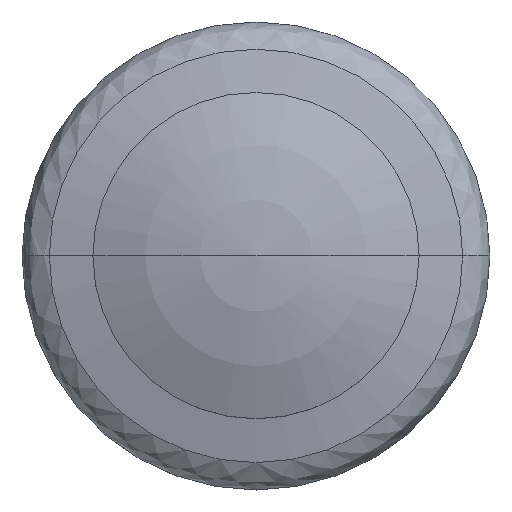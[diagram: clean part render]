
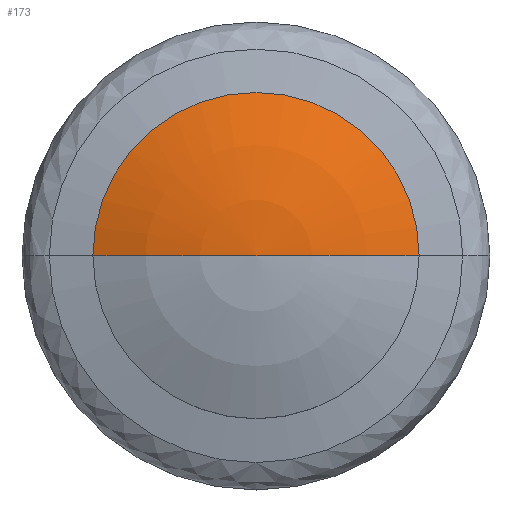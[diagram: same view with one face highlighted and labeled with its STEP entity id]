
A CAD part, top view. The second image highlights one B-rep face of the part: STEP entity #173.
In plain terms, the highlighted spherical face has radius 9.425 mm.
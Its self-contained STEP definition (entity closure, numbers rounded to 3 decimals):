
#173=ADVANCED_FACE('',(#808),#807,.T.);
#807=SPHERICAL_SURFACE('',#1427,9.425);
#808=FACE_OUTER_BOUND('',#1428,.T.);
#1424=CARTESIAN_POINT('',(0.,0.,-6.625));
#1425=DIRECTION('',(0.,0.,-1.));
#1426=DIRECTION('',(-1.,0.,0.));
#1427=AXIS2_PLACEMENT_3D('',#1424,#1425,#1426);
#1428=EDGE_LOOP('',(#1868,#1869,#1870));
#1868=ORIENTED_EDGE('',*,*,#2106,.F.);
#1869=ORIENTED_EDGE('',*,*,#2107,.F.);
#1870=ORIENTED_EDGE('',*,*,#2108,.T.);
#2106=EDGE_CURVE('',#3254,#3255,#3256,.T.);
#2107=EDGE_CURVE('',#3262,#3254,#3263,.T.);
#2108=EDGE_CURVE('',#3262,#3255,#3269,.T.);
#3254=VERTEX_POINT('',#4163);
#3255=VERTEX_POINT('',#4164);
#3256=CIRCLE('',#4168,3.8);
#3262=VERTEX_POINT('',#4169);
#3263=(BOUNDED_CURVE() B_SPLINE_CURVE(2,(#4170,#4171,#4172),.UNSPECIFIED.,.F.,.F.) B_SPLINE_CURVE_WITH_KNOTS((3,3),(0.,1.),.UNSPECIFIED.) CURVE() GEOMETRIC_REPRESENTATION_ITEM() RATIONAL_B_SPLINE_CURVE((1.,0.979,1.)) REPRESENTATION_ITEM('') );
#3269=(BOUNDED_CURVE() B_SPLINE_CURVE(2,(#4173,#4174,#4175),.UNSPECIFIED.,.F.,.F.) B_SPLINE_CURVE_WITH_KNOTS((3,3),(0.,1.),.UNSPECIFIED.) CURVE() GEOMETRIC_REPRESENTATION_ITEM() RATIONAL_B_SPLINE_CURVE((0.75,0.734,0.75)) REPRESENTATION_ITEM('') );
#4163=CARTESIAN_POINT('',(-3.8,0.,2.));
#4164=CARTESIAN_POINT('',(3.8,0.,2.));
#4165=CARTESIAN_POINT('',(0.,0.,2.));
#4166=DIRECTION('',(0.,0.,-1.));
#4167=DIRECTION('',(-1.,0.,0.));
#4168=AXIS2_PLACEMENT_3D('',#4165,#4166,#4167);
#4169=CARTESIAN_POINT('',(0.,0.,2.8));
#4170=CARTESIAN_POINT('',(0.,0.,2.8));
#4171=CARTESIAN_POINT('',(-1.984,0.,2.8));
#4172=CARTESIAN_POINT('',(-3.8,0.,2.));
#4173=CARTESIAN_POINT('',(0.,0.,2.8));
#4174=CARTESIAN_POINT('',(1.984,0.,2.8));
#4175=CARTESIAN_POINT('',(3.8,0.,2.));
